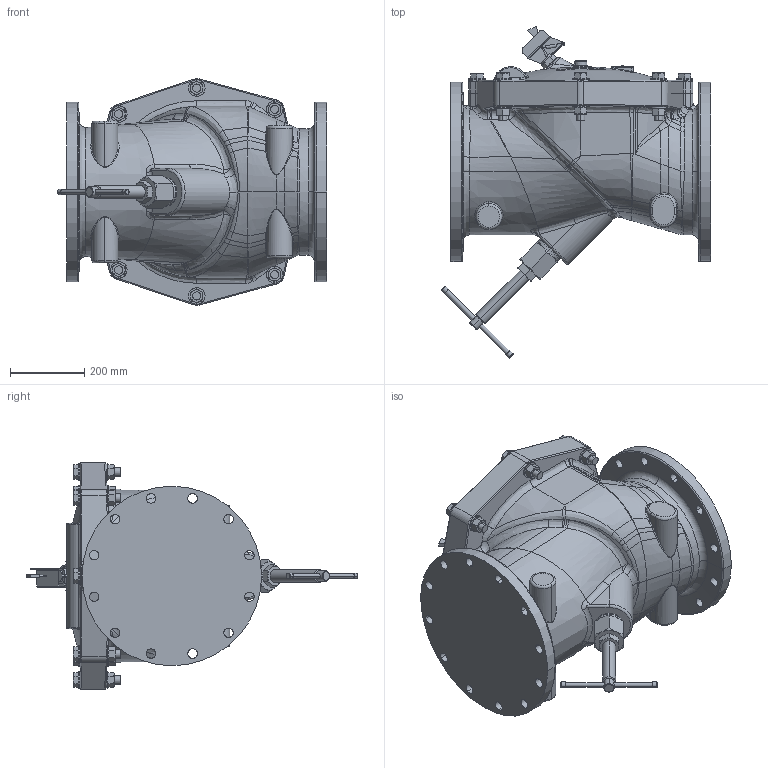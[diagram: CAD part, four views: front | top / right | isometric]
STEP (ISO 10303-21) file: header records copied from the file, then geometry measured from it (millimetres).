
FILE_DESCRIPTION((''),'2;1');
FILE_NAME('512ABFMI_SW0001','2023-11-01T09:24:37',('jlesh'),(''),'CREO PARAMETRIC BY PTC INC, 2023072','CREO PARAMETRIC BY PTC INC, 2023072','');
FILE_SCHEMA(('AUTOMOTIVE_DESIGN { 1 0 10303 214 1 1 1 1 }'));
Products named in the file (1): 512ABFMI_SW0001
Bounding box: 724.13 x 892.54 x 609.58 mm (x, y, z)
Volume: 107552539.3 mm3; surface area: 2011399.7 mm2
Topology: 1 solids, 1 shells, 1083 faces, 2526 edges, 1493 vertices
Faces by surface type: bspline 318, plane 263, cylinder 228, cone 154, torus 96, sphere 22, extrusion 2
Entity records: 79009 total; most frequent: CARTESIAN_POINT 50585, ORIENTED_EDGE 5030, DIRECTION 3967, EDGE_CURVE 2515, AXIS2_PLACEMENT_3D 1686, VERTEX_POINT 1493, COLOUR_RGB 1335, EDGE_LOOP 1202
